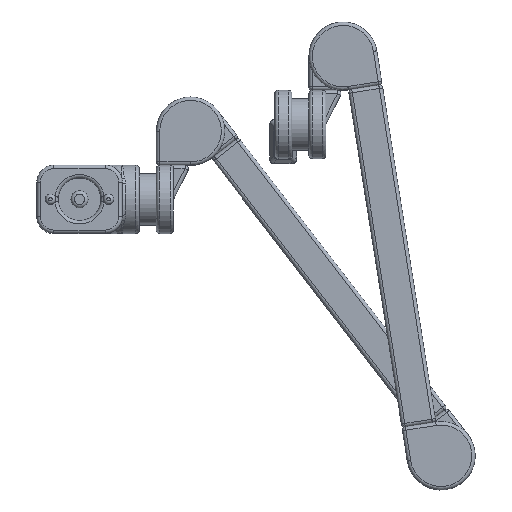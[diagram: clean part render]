
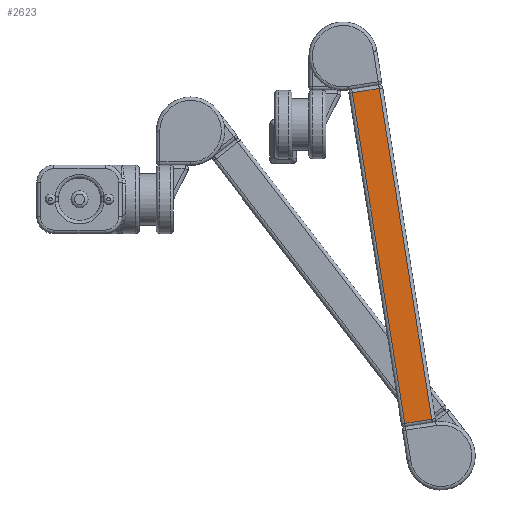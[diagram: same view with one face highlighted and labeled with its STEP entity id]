
A CAD part, top view. The second image highlights one B-rep face of the part: STEP entity #2623.
In plain terms, the highlighted face is planar.
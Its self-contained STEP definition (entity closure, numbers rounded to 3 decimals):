
#5 = CARTESIAN_POINT ( 'NONE',  ( -28.293, -65.03, 990. ) ) ;
#156 = CARTESIAN_POINT ( 'NONE',  ( -28.293, 14.97, 0. ) ) ;
#347 = EDGE_LOOP ( 'NONE', ( #6762, #6358, #5247, #3670 ) ) ;
#566 = CARTESIAN_POINT ( 'NONE',  ( -28.293, 14.97, 990. ) ) ;
#1299 = VERTEX_POINT ( 'NONE', #4464 ) ;
#1483 = EDGE_CURVE ( 'NONE', #1299, #5207, #6605, .T. ) ;
#1730 = CARTESIAN_POINT ( 'NONE',  ( -28.293, 24.97, 10. ) ) ;
#1891 = CARTESIAN_POINT ( 'NONE',  ( -28.293, 24.97, 1000. ) ) ;
#1927 = FACE_OUTER_BOUND ( 'NONE', #347, .T. ) ;
#1936 = AXIS2_PLACEMENT_3D ( 'NONE', #1891, #4549, #6273 ) ;
#2108 = VECTOR ( 'NONE', #4593, 1000. ) ;
#2477 = EDGE_CURVE ( 'NONE', #5207, #6393, #4874, .T. ) ;
#2528 = VECTOR ( 'NONE', #6192, 1000. ) ;
#2623 = ADVANCED_FACE ( 'NONE', ( #1927 ), #5633, .F. ) ;
#2730 = CARTESIAN_POINT ( 'NONE',  ( -28.293, -65.03, 10. ) ) ;
#2751 = VECTOR ( 'NONE', #4896, 1000. ) ;
#2852 = LINE ( 'NONE', #156, #2108 ) ;
#2912 = EDGE_CURVE ( 'NONE', #6393, #2963, #6045, .T. ) ;
#2963 = VERTEX_POINT ( 'NONE', #5225 ) ;
#3670 = ORIENTED_EDGE ( 'NONE', *, *, #1483, .T. ) ;
#4375 = DIRECTION ( 'NONE',  ( 0., 0., 1. ) ) ;
#4464 = CARTESIAN_POINT ( 'NONE',  ( -28.293, 14.97, 10. ) ) ;
#4549 = DIRECTION ( 'NONE',  ( 1., 0., 0. ) ) ;
#4593 = DIRECTION ( 'NONE',  ( 0., 0., -1. ) ) ;
#4874 = LINE ( 'NONE', #6087, #5200 ) ;
#4896 = DIRECTION ( 'NONE',  ( 0., 1., 0. ) ) ;
#5200 = VECTOR ( 'NONE', #4375, 1000. ) ;
#5207 = VERTEX_POINT ( 'NONE', #2730 ) ;
#5225 = CARTESIAN_POINT ( 'NONE',  ( -28.293, 14.97, 990. ) ) ;
#5247 = ORIENTED_EDGE ( 'NONE', *, *, #6272, .T. ) ;
#5633 = PLANE ( 'NONE',  #1936 ) ;
#6045 = LINE ( 'NONE', #566, #2751 ) ;
#6087 = CARTESIAN_POINT ( 'NONE',  ( -28.293, -65.03, 1000. ) ) ;
#6192 = DIRECTION ( 'NONE',  ( 0., -1., 0. ) ) ;
#6272 = EDGE_CURVE ( 'NONE', #2963, #1299, #2852, .T. ) ;
#6273 = DIRECTION ( 'NONE',  ( 0., 1., 0. ) ) ;
#6358 = ORIENTED_EDGE ( 'NONE', *, *, #2912, .T. ) ;
#6393 = VERTEX_POINT ( 'NONE', #5 ) ;
#6605 = LINE ( 'NONE', #1730, #2528 ) ;
#6762 = ORIENTED_EDGE ( 'NONE', *, *, #2477, .T. ) ;
